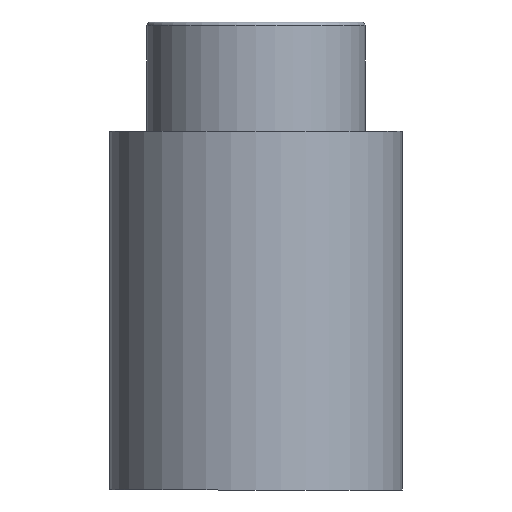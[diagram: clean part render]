
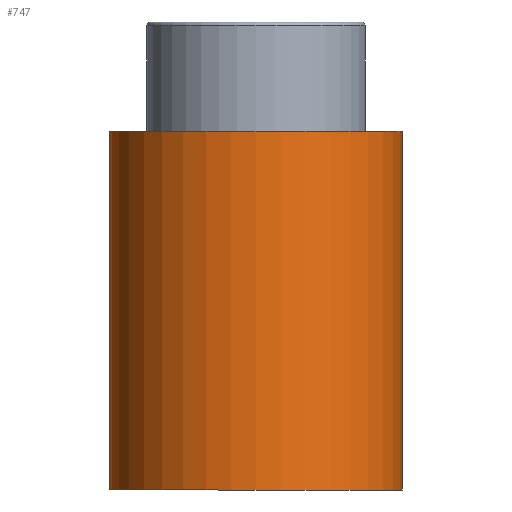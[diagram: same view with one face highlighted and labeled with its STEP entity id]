
A CAD part, front view. The second image highlights one B-rep face of the part: STEP entity #747.
In plain terms, the highlighted cylindrical face has radius 37.5 mm (diameter 75 mm), a partial arc.
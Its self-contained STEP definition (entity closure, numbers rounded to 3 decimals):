
#16 = EDGE_CURVE ( 'NONE', #1255, #454, #302, .T. ) ;
#66 = DIRECTION ( 'NONE',  ( 0., 0., -1. ) ) ;
#74 = CARTESIAN_POINT ( 'NONE',  ( -37.5, 0., 0. ) ) ;
#78 = VECTOR ( 'NONE', #66, 1000. ) ;
#195 = CIRCLE ( 'NONE', #528, 37.5 ) ;
#246 = EDGE_CURVE ( 'NONE', #725, #1255, #1165, .T. ) ;
#278 = DIRECTION ( 'NONE',  ( 0., 0., -1. ) ) ;
#302 = LINE ( 'NONE', #74, #78 ) ;
#332 = CARTESIAN_POINT ( 'NONE',  ( 37.5, 0., 0. ) ) ;
#376 = VERTEX_POINT ( 'NONE', #764 ) ;
#454 = VERTEX_POINT ( 'NONE', #588 ) ;
#528 = AXIS2_PLACEMENT_3D ( 'NONE', #891, #278, #990 ) ;
#588 = CARTESIAN_POINT ( 'NONE',  ( -37.5, 0., 0. ) ) ;
#597 = DIRECTION ( 'NONE',  ( 0., 0., -1. ) ) ;
#599 = ORIENTED_EDGE ( 'NONE', *, *, #829, .F. ) ;
#617 = CYLINDRICAL_SURFACE ( 'NONE', #775, 37.5 ) ;
#725 = VERTEX_POINT ( 'NONE', #1003 ) ;
#743 = ORIENTED_EDGE ( 'NONE', *, *, #16, .T. ) ;
#747 = ADVANCED_FACE ( 'NONE', ( #1171 ), #617, .T. ) ;
#764 = CARTESIAN_POINT ( 'NONE',  ( 37.5, 0., 0. ) ) ;
#775 = AXIS2_PLACEMENT_3D ( 'NONE', #1085, #597, #1177 ) ;
#829 = EDGE_CURVE ( 'NONE', #376, #454, #195, .T. ) ;
#869 = LINE ( 'NONE', #332, #959 ) ;
#891 = CARTESIAN_POINT ( 'NONE',  ( 0., 0., 0. ) ) ;
#892 = EDGE_CURVE ( 'NONE', #725, #376, #869, .T. ) ;
#942 = DIRECTION ( 'NONE',  ( 0., 0., -1. ) ) ;
#959 = VECTOR ( 'NONE', #942, 1000. ) ;
#969 = AXIS2_PLACEMENT_3D ( 'NONE', #1038, #1130, #1207 ) ;
#990 = DIRECTION ( 'NONE',  ( -1., 0., 0. ) ) ;
#1003 = CARTESIAN_POINT ( 'NONE',  ( 37.5, 0., 92. ) ) ;
#1032 = ORIENTED_EDGE ( 'NONE', *, *, #892, .F. ) ;
#1038 = CARTESIAN_POINT ( 'NONE',  ( 0., 0., 92. ) ) ;
#1080 = EDGE_LOOP ( 'NONE', ( #1032, #1127, #743, #599 ) ) ;
#1085 = CARTESIAN_POINT ( 'NONE',  ( 0., 0., 0. ) ) ;
#1127 = ORIENTED_EDGE ( 'NONE', *, *, #246, .T. ) ;
#1130 = DIRECTION ( 'NONE',  ( 0., 0., -1. ) ) ;
#1133 = CARTESIAN_POINT ( 'NONE',  ( -37.5, 0., 92. ) ) ;
#1165 = CIRCLE ( 'NONE', #969, 37.5 ) ;
#1171 = FACE_OUTER_BOUND ( 'NONE', #1080, .T. ) ;
#1177 = DIRECTION ( 'NONE',  ( -1., 0., 0. ) ) ;
#1207 = DIRECTION ( 'NONE',  ( -1., 0., 0. ) ) ;
#1255 = VERTEX_POINT ( 'NONE', #1133 ) ;
